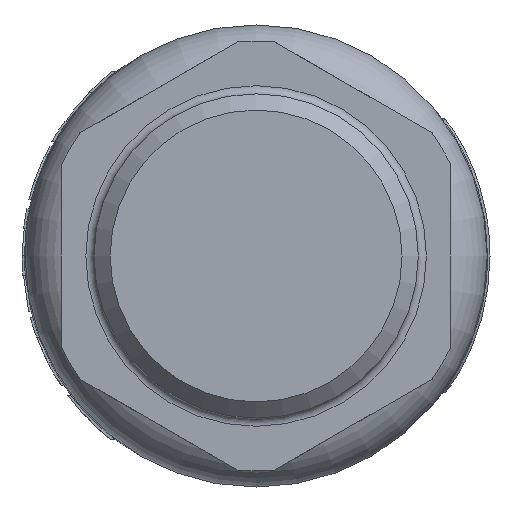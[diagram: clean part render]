
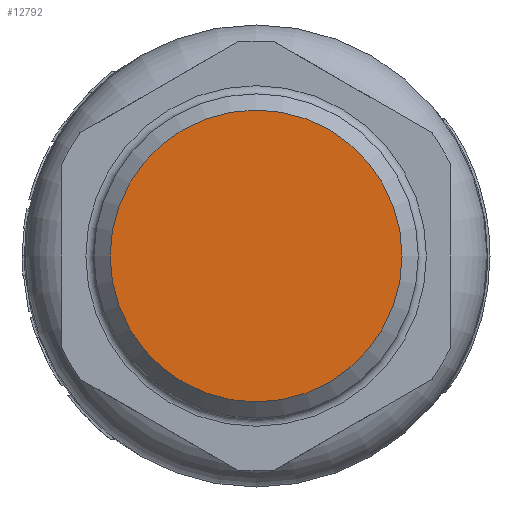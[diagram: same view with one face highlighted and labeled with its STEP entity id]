
A CAD part, left-side view. The second image highlights one B-rep face of the part: STEP entity #12792.
In plain terms, the highlighted planar face has unit normal (-1, 0, 0).
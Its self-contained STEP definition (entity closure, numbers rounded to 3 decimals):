
#1808=PLANE('',#13539);
#2200=FACE_OUTER_BOUND('',#2923,.T.);
#2923=EDGE_LOOP('',(#9147));
#3531=CIRCLE('',#13540,9.);
#5100=VERTEX_POINT('',#21716);
#6603=EDGE_CURVE('',#5100,#5100,#3531,.T.);
#9147=ORIENTED_EDGE('',*,*,#6603,.F.);
#12792=ADVANCED_FACE('',(#2200),#1808,.T.);
#13539=AXIS2_PLACEMENT_3D('',#21715,#15278,#15279);
#13540=AXIS2_PLACEMENT_3D('',#21717,#15280,#15281);
#15278=DIRECTION('center_axis',(-1.,0.,0.));
#15279=DIRECTION('ref_axis',(0.,-1.,0.));
#15280=DIRECTION('center_axis',(1.,0.,0.));
#15281=DIRECTION('ref_axis',(0.,0.,
-1.));
#21715=CARTESIAN_POINT('Origin',(-46.237,0.,
10.));
#21716=CARTESIAN_POINT('',(-46.237,0.,9.));
#21717=CARTESIAN_POINT('Origin',(-46.237,0.,
0.));
